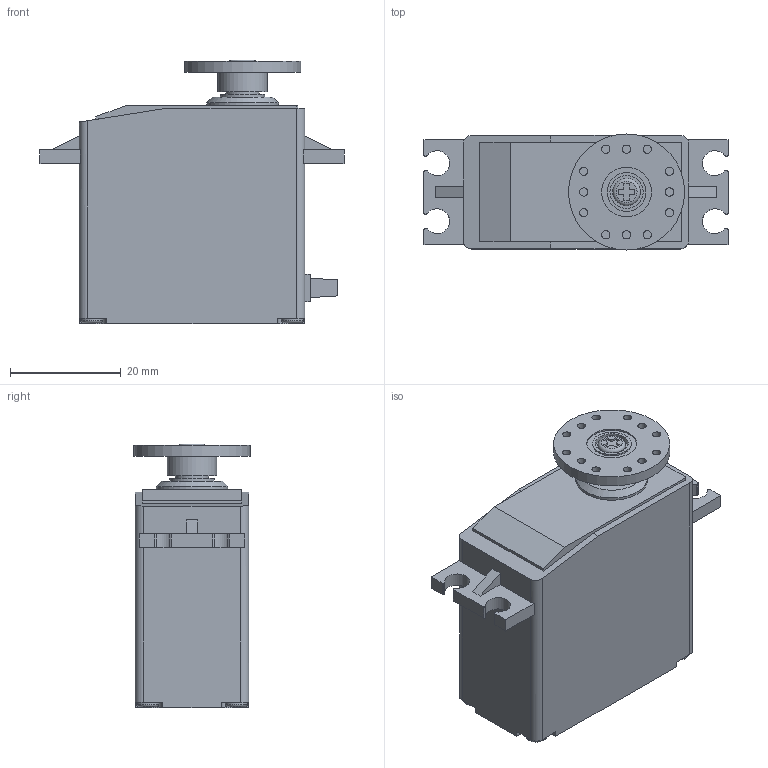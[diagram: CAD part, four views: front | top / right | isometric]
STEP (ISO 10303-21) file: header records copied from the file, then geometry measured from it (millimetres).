
FILE_DESCRIPTION(/* description */ (''),/* implementation_level */ '2;1');
FILE_NAME(/* name */ 'PowerHD1501MG_STEP.stp',/* time_stamp */ '2013-01-11T14:49:46-06:00',/* author */ (''),/* organization */ (''),/* preprocessor_version */ 'ST-DEVELOPER v14',/* originating_system */ 'SIEMENS PLM Software NX 8.0',/* authorisation */ '');
FILE_SCHEMA (('CONFIG_CONTROL_DESIGN'));
Length unit declared in the file: millimetre
Products named in the file (1): PowerHD1501MG_PRTNX
Bounding box: 55 x 21 x 47.7 mm (x, y, z)
Volume: 34234.2 mm3; surface area: 8528.2 mm2
Topology: 9 solids, 9 shells, 222 faces, 570 edges, 379 vertices
Faces by surface type: plane 156, cylinder 60, torus 5, cone 1
Full cylindrical faces by diameter (mm): 1.5 x12, 3 x1, 4 x4, 5 x1, 6 x2, 7 x1, 8 x1, 9 x2, 13 x1, 21 x1
Entity records: 6657 total; most frequent: CARTESIAN_POINT 1134, DIRECTION 1115, ORIENTED_EDGE 1070, EDGE_CURVE 535, LINE 401, VECTOR 401, VERTEX_POINT 376, AXIS2_PLACEMENT_3D 357
